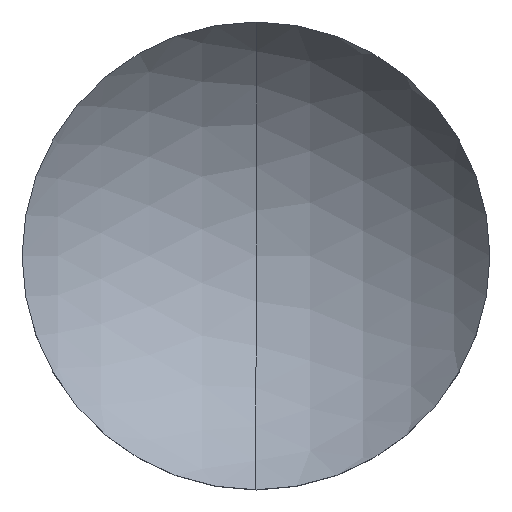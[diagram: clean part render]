
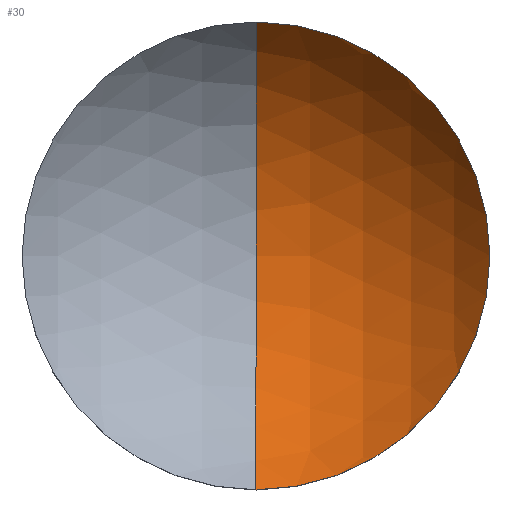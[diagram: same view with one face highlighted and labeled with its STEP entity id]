
A CAD part, top view. The second image highlights one B-rep face of the part: STEP entity #30.
In plain terms, the highlighted spherical face has radius 15.561 mm.
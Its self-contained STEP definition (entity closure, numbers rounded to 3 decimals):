
#2 = VERTEX_POINT ( 'NONE', #140 ) ;
#3 = EDGE_CURVE ( 'NONE', #2, #38, #147, .T. ) ;
#18 = ORIENTED_EDGE ( 'NONE', *, *, #21, .T. ) ;
#21 = EDGE_CURVE ( 'NONE', #34, #2, #156, .T. ) ;
#30 = ADVANCED_FACE ( 'NONE', ( #132 ), #70, .F. ) ;
#31 = EDGE_LOOP ( 'NONE', ( #32, #18, #46 ) ) ;
#32 = ORIENTED_EDGE ( 'NONE', *, *, #33, .F. ) ;
#33 = EDGE_CURVE ( 'NONE', #34, #38, #108, .T. ) ;
#34 = VERTEX_POINT ( 'NONE', #97 ) ;
#38 = VERTEX_POINT ( 'NONE', #153 ) ;
#46 = ORIENTED_EDGE ( 'NONE', *, *, #3, .T. ) ;
#67 = DIRECTION ( 'NONE',  ( -1., 0., 0. ) ) ;
#68 = CARTESIAN_POINT ( 'NONE',  ( 0., 0., 17.561 ) ) ;
#69 = AXIS2_PLACEMENT_3D ( 'NONE', #68, #67, #109 ) ;
#70 = SPHERICAL_SURFACE ( 'NONE', #69, 15.561 ) ;
#90 = DIRECTION ( 'NONE',  ( 0., -1., 0. ) ) ;
#91 = DIRECTION ( 'NONE',  ( 0., 0., 1. ) ) ;
#97 = CARTESIAN_POINT ( 'NONE',  ( 0., 0., 2. ) ) ;
#98 = DIRECTION ( 'NONE',  ( 0., 0., -1. ) ) ;
#99 = DIRECTION ( 'NONE',  ( 1., 0., 0. ) ) ;
#100 = CARTESIAN_POINT ( 'NONE',  ( 0., 0., 17.561 ) ) ;
#101 = AXIS2_PLACEMENT_3D ( 'NONE', #100, #99, #98 ) ;
#108 = CIRCLE ( 'NONE', #101, 15.561 ) ;
#109 = DIRECTION ( 'NONE',  ( 0., 1., 0. ) ) ;
#124 = AXIS2_PLACEMENT_3D ( 'NONE', #139, #91, #90 ) ;
#132 = FACE_OUTER_BOUND ( 'NONE', #31, .T. ) ;
#133 = DIRECTION ( 'NONE',  ( 0., -1., 0. ) ) ;
#134 = DIRECTION ( 'NONE',  ( -1., 0., 0. ) ) ;
#135 = CARTESIAN_POINT ( 'NONE',  ( 0., 0., 17.561 ) ) ;
#136 = AXIS2_PLACEMENT_3D ( 'NONE', #135, #134, #133 ) ;
#139 = CARTESIAN_POINT ( 'NONE',  ( 0., 0., 8.569 ) ) ;
#140 = CARTESIAN_POINT ( 'NONE',  ( 0., -12.7, 8.569 ) ) ;
#147 = CIRCLE ( 'NONE', #124, 12.7 ) ;
#153 = CARTESIAN_POINT ( 'NONE',  ( 0., 12.7, 8.569 ) ) ;
#156 = CIRCLE ( 'NONE', #136, 15.561 ) ;
